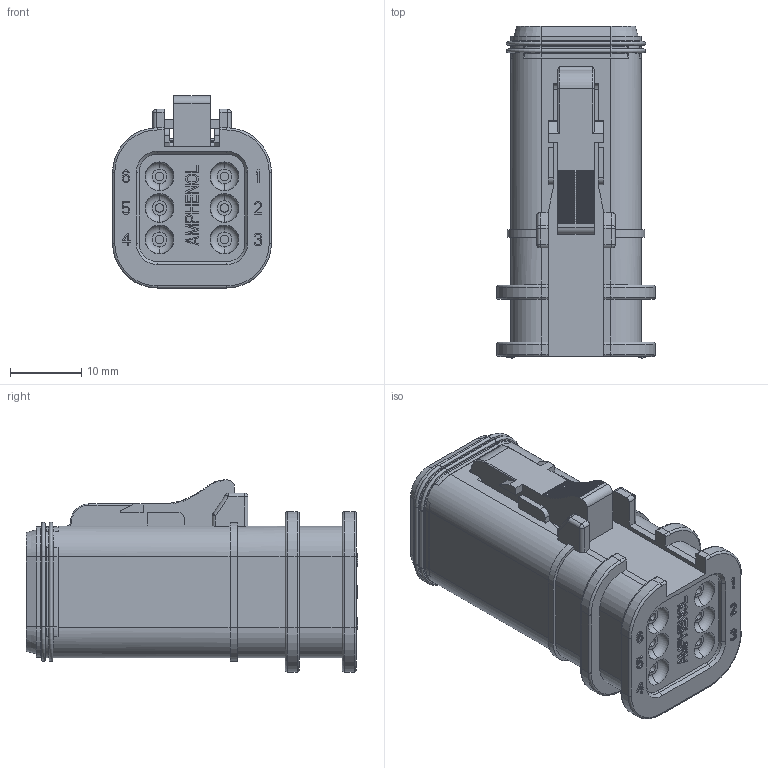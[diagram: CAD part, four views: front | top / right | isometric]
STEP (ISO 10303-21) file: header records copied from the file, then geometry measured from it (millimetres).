
FILE_DESCRIPTION((''),'2;1');
FILE_NAME('PL000600-XXX','2019-04-03T',('Peter.Yang'),(''),'PRO/ENGINEER BY PARAMETRIC TECHNOLOGY CORPORATION, 2016360','PRO/ENGINEER BY PARAMETRIC TECHNOLOGY CORPORATION, 2016360','');
FILE_SCHEMA(('CONFIG_CONTROL_DESIGN'));
Length unit declared in the file: millimetre
Products named in the file (1): PL000600-XXX
Bounding box: 22.25 x 46.49 x 26.91 mm (x, y, z)
Volume: 15314.2 mm3; surface area: 5154.7 mm2
Topology: 1 solids, 3 shells, 844 faces, 2290 edges, 1496 vertices
Faces by surface type: plane 588, cylinder 182, torus 56, cone 12, sphere 6
Entity records: 27150 total; most frequent: CARTESIAN_POINT 5478, ORIENTED_EDGE 4580, DIRECTION 4404, EDGE_CURVE 2290, VECTOR 1792, LINE 1792, VERTEX_POINT 1496, AXIS2_PLACEMENT_3D 1306
